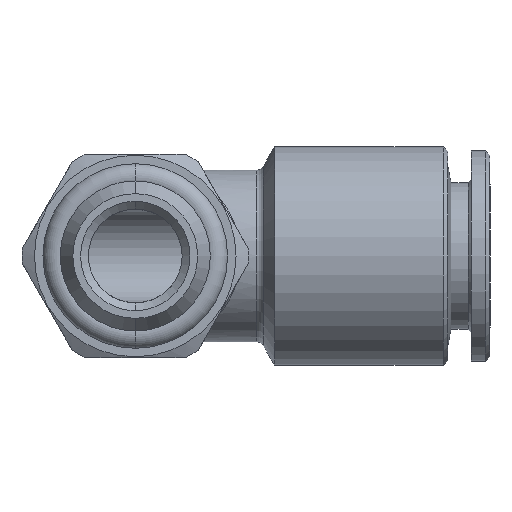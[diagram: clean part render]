
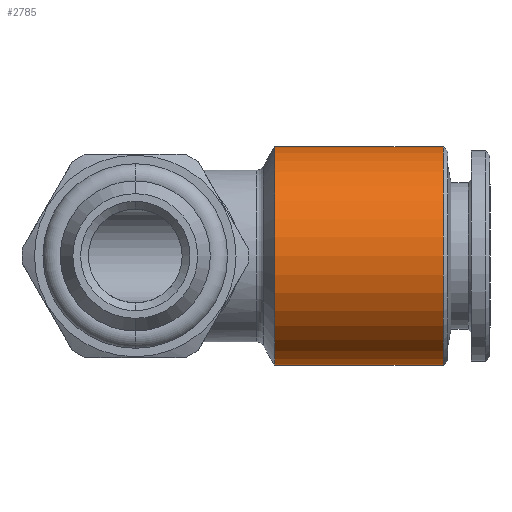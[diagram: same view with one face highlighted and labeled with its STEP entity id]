
A CAD part, front view. The second image highlights one B-rep face of the part: STEP entity #2785.
In plain terms, the highlighted cylindrical face has radius 7 mm (diameter 14 mm), a partial arc.
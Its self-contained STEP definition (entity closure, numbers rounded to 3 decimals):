
#124 = CARTESIAN_POINT ( 'NONE',  ( 8.923, 0., -7. ) ) ;
#137 = CARTESIAN_POINT ( 'NONE',  ( 8.923, 0., 7. ) ) ;
#352 = CARTESIAN_POINT ( 'NONE',  ( 0., 0., -7. ) ) ;
#353 = LINE ( 'NONE', #352, #361 ) ;
#360 = DIRECTION ( 'NONE',  ( -1., 0., 0. ) ) ;
#361 = VECTOR ( 'NONE', #360, 1000. ) ;
#378 = CARTESIAN_POINT ( 'NONE',  ( 19.7, 0., -7. ) ) ;
#405 = DIRECTION ( 'NONE',  ( -1., 0., 0. ) ) ;
#406 = VECTOR ( 'NONE', #405, 1000. ) ;
#407 = CARTESIAN_POINT ( 'NONE',  ( 0., 0., 7. ) ) ;
#408 = LINE ( 'NONE', #407, #406 ) ;
#415 = CARTESIAN_POINT ( 'NONE',  ( 19.7, 0., 7. ) ) ;
#624 = CYLINDRICAL_SURFACE ( 'NONE', #630, 7. ) ;
#630 = AXIS2_PLACEMENT_3D ( 'NONE', #637, #631, #634 ) ;
#631 = DIRECTION ( 'NONE',  ( -1., 0., 0. ) ) ;
#634 = DIRECTION ( 'NONE',  ( 0., 0., 1. ) ) ;
#637 = CARTESIAN_POINT ( 'NONE',  ( 0., 0., 0. ) ) ;
#714 = FACE_OUTER_BOUND ( 'NONE', #2771, .T. ) ;
#775 = CARTESIAN_POINT ( 'NONE',  ( 8.923, 0., 0. ) ) ;
#777 = AXIS2_PLACEMENT_3D ( 'NONE', #775, #786, #785 ) ;
#778 = CIRCLE ( 'NONE', #777, 7. ) ;
#780 = AXIS2_PLACEMENT_3D ( 'NONE', #784, #783, #790 ) ;
#783 = DIRECTION ( 'NONE',  ( -1., 0., 0. ) ) ;
#784 = CARTESIAN_POINT ( 'NONE',  ( 19.7, 0., 0. ) ) ;
#785 = DIRECTION ( 'NONE',  ( 0., 0., -1. ) ) ;
#786 = DIRECTION ( 'NONE',  ( 1., 0., 0. ) ) ;
#788 = CIRCLE ( 'NONE', #780, 7. ) ;
#790 = DIRECTION ( 'NONE',  ( 0., 0., 1. ) ) ;
#2471 = VERTEX_POINT ( 'NONE', #124 ) ;
#2473 = VERTEX_POINT ( 'NONE', #137 ) ;
#2583 = VERTEX_POINT ( 'NONE', #378 ) ;
#2587 = EDGE_CURVE ( 'NONE', #2583, #2471, #353, .T. ) ;
#2591 = EDGE_CURVE ( 'NONE', #2602, #2473, #408, .T. ) ;
#2602 = VERTEX_POINT ( 'NONE', #415 ) ;
#2771 = EDGE_LOOP ( 'NONE', ( #2792, #2793, #2794, #2777 ) ) ;
#2777 = ORIENTED_EDGE ( 'NONE', *, *, #2796, .T. ) ;
#2785 = ADVANCED_FACE ( 'NONE', ( #714 ), #624, .T. ) ;
#2791 = EDGE_CURVE ( 'NONE', #2583, #2602, #788, .T. ) ;
#2792 = ORIENTED_EDGE ( 'NONE', *, *, #2587, .F. ) ;
#2793 = ORIENTED_EDGE ( 'NONE', *, *, #2791, .T. ) ;
#2794 = ORIENTED_EDGE ( 'NONE', *, *, #2591, .T. ) ;
#2796 = EDGE_CURVE ( 'NONE', #2473, #2471, #778, .T. ) ;
